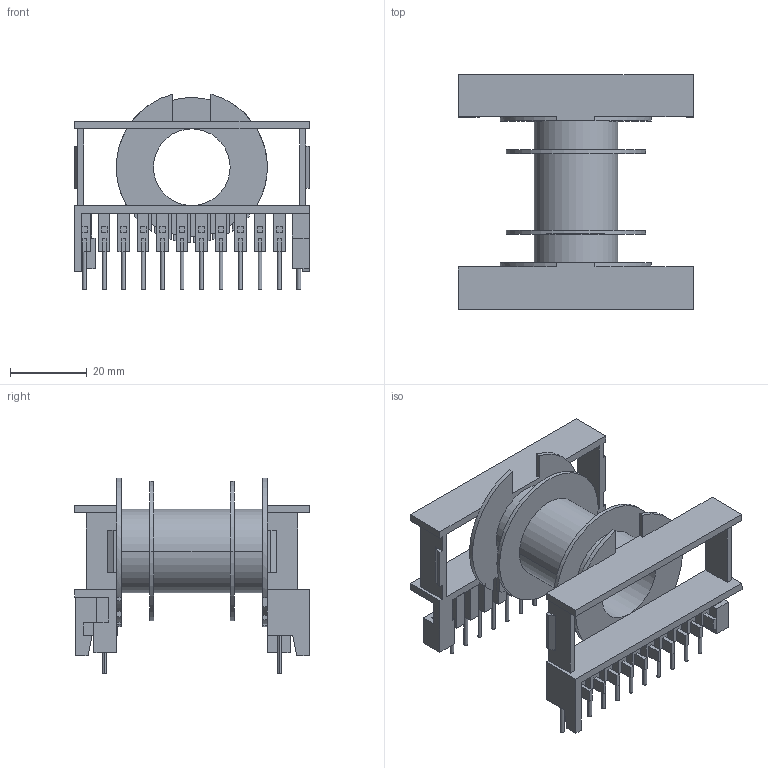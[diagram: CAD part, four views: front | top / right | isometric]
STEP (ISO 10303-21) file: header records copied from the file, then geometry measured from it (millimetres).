
FILE_DESCRIPTION((''),'2;1');
FILE_NAME('CORECF_EPCOS_B66396W1022T001.stp','2015-01-13T08:09:28',(''),(''),'Mechanical Desktop 2011','Mechanical Desktop 2011',', , ');
FILE_SCHEMA(('AUTOMOTIVE_DESIGN { 1 2 10303 214 1 1 1 1 }'));
Length unit declared in the file: millimetre
Products named in the file (1): Product
Bounding box: 61.4 x 61.2 x 51.05 mm (x, y, z)
Volume: 16696.8 mm3; surface area: 26621.3 mm2
Topology: 69 solids, 69 shells, 658 faces, 1481 edges, 979 vertices
Faces by surface type: plane 567, cylinder 72, bspline 19
Entity records: 18079 total; most frequent: CARTESIAN_POINT 3176, ORIENTED_EDGE 2962, DIRECTION 2923, EDGE_CURVE 1481, VECTOR 1319, LINE 1319, VERTEX_POINT 979, AXIS2_PLACEMENT_3D 802
